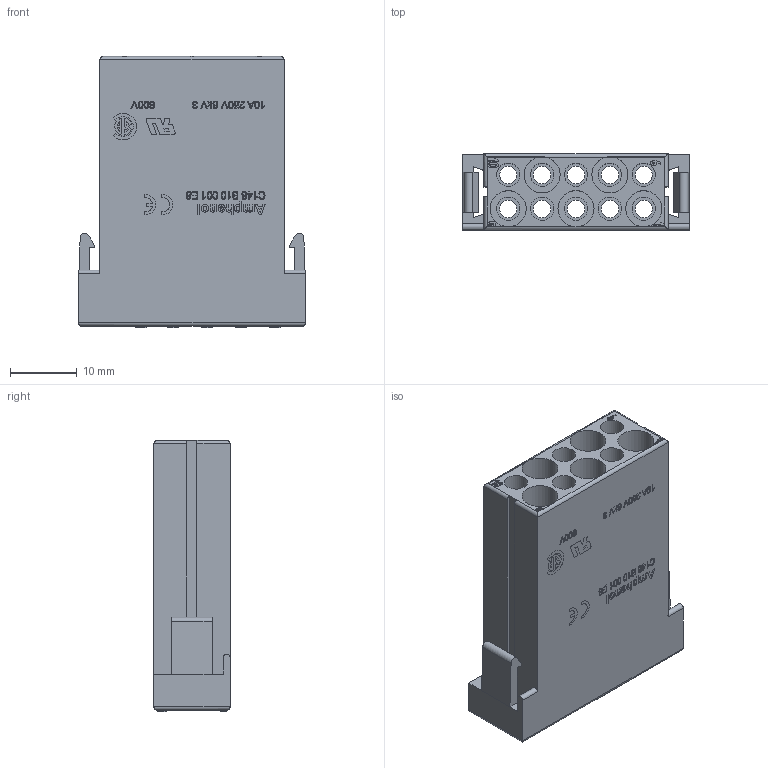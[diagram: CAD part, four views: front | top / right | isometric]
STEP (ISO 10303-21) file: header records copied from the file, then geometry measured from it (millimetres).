
FILE_DESCRIPTION(/* description */ (''),/* implementation_level */ '2;1');
FILE_NAME(/* name */ 'c146 b10 001 e8nxc001-02.stp',/* time_stamp */ '2021-04-21T14:49:28+02:00',/* author */ (''),/* organization */ (''),/* preprocessor_version */ 'ST-DEVELOPER v16.7',/* originating_system */ 'SIEMENS PLM Software NX 12.0',/* authorisation */ '');
FILE_SCHEMA (('AUTOMOTIVE_DESIGN { 1 0 10303 214 3 1 1 1 }'));
Length unit declared in the file: millimetre
Products named in the file (6): c146 b10 000 e8nxm001-06_26513ID; CSA-Logo_04-01_26517ID; CE-ZEICHEN_3-01_26519ID; UL-Logo_2.5-01_26515ID; c146 b10 001 e8nxm001-06_SOLID; c146 b10 001 e8nxc001-02
Assembly tree (5 placements, depth 3):
  c146 b10 001 e8nxc001-02
    c146 b10 001 e8nxm001-06_SOLID
      UL-Logo_2.5-01_26515ID
      CE-ZEICHEN_3-01_26519ID
      CSA-Logo_04-01_26517ID
      c146 b10 000 e8nxm001-06_26513ID
Bounding box: 34 x 11.4 x 40.6 mm (x, y, z)
Volume: 7978.2 mm3; surface area: 9378.4 mm2
Topology: 1 solids, 1 shells, 727 faces, 1818 edges, 1210 vertices
Faces by surface type: plane 495, extrusion 146, cylinder 86
Full cylindrical faces by diameter (mm): 0.192 x1, 0.384 x1, 2.6 x10, 3.5 x10, 4.1 x10, 5 x1, 5.4 x5
Entity records: 26633 total; most frequent: CARTESIAN_POINT 8101, ORIENTED_EDGE 3542, DIRECTION 2783, EDGE_CURVE 1771, VERTEX_POINT 1204, VECTOR 1159, LINE 1013, EDGE_LOOP 909
